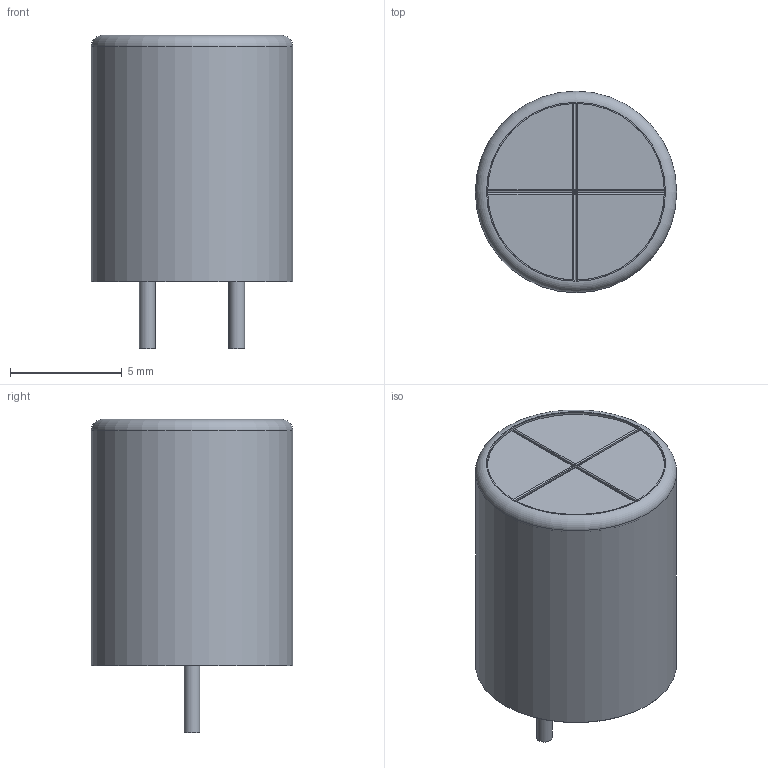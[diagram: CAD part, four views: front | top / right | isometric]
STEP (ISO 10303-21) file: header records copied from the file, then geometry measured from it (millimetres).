
FILE_DESCRIPTION(/* description */ (''),/* implementation_level */ '2;1');
FILE_NAME(/* name */ '470uF capacitor v1.step',/* time_stamp */ '2021-05-19T06:33:56+03:00',/* author */ (''),/* organization */ (''),/* preprocessor_version */ 'ST-DEVELOPER v18.1',/* originating_system */ 'Autodesk Translation Framework v10.6.0.1341',/* authorisation */ '');
FILE_SCHEMA (('AUTOMOTIVE_DESIGN { 1 0 10303 214 3 1 1 }'));
Length unit declared in the file: millimetre
Products named in the file (1): 470uF capacitor
Bounding box: 9 x 9 x 14 mm (x, y, z)
Surface area: 1017.5 mm2
Topology: 5 solids, 5 shells, 76 faces, 151 edges, 86 vertices
Faces by surface type: plane 27, cylinder 22, bspline 16, torus 7, sphere 4
Full cylindrical faces by diameter (mm): 0.7 x2, 7.9 x1, 8.9 x1, 9 x2
Entity records: 2450 total; most frequent: CARTESIAN_POINT 908, DIRECTION 304, ORIENTED_EDGE 302, EDGE_CURVE 151, AXIS2_PLACEMENT_3D 132, VERTEX_POINT 86, EDGE_LOOP 77, FACE_OUTER_BOUND 76
